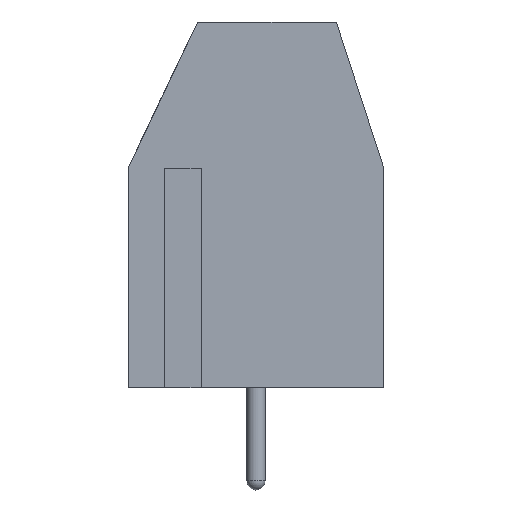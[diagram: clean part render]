
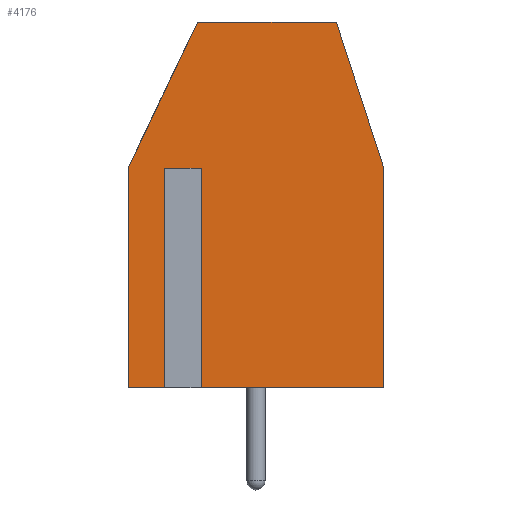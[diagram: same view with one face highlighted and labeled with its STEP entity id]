
A CAD part, left-side view. The second image highlights one B-rep face of the part: STEP entity #4176.
In plain terms, the highlighted planar face has unit normal (-1, 0, 0).
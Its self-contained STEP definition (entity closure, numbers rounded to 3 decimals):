
#330=FACE_OUTER_BOUND('',#582,.T.);
#582=EDGE_LOOP('',(#2948,#2949,#2950,#2951,#2952,#2953));
#811=LINE('',#6012,#1251);
#836=LINE('',#6059,#1276);
#888=LINE('',#6193,#1328);
#891=LINE('',#6198,#1331);
#894=LINE('',#6208,#1334);
#898=LINE('',#6225,#1338);
#1251=VECTOR('',#4814,10.);
#1276=VECTOR('',#4849,10.);
#1328=VECTOR('',#4983,10.);
#1331=VECTOR('',#4988,10.);
#1334=VECTOR('',#4999,10.);
#1338=VECTOR('',#5023,10.);
#1686=VERTEX_POINT('',#6009);
#1687=VERTEX_POINT('',#6011);
#1704=VERTEX_POINT('',#6057);
#1744=VERTEX_POINT('',#6190);
#1745=VERTEX_POINT('',#6192);
#1746=VERTEX_POINT('',#6197);
#2098=EDGE_CURVE('',#1686,#1687,#811,.T.);
#2123=EDGE_CURVE('',#1704,#1686,#836,.T.);
#2187=EDGE_CURVE('',#1744,#1745,#888,.T.);
#2190=EDGE_CURVE('',#1746,#1745,#891,.T.);
#2196=EDGE_CURVE('',#1746,#1704,#894,.T.);
#2203=EDGE_CURVE('',#1687,#1744,#898,.T.);
#2948=ORIENTED_EDGE('',*,*,#2187,.F.);
#2949=ORIENTED_EDGE('',*,*,#2203,.F.);
#2950=ORIENTED_EDGE('',*,*,#2098,.F.);
#2951=ORIENTED_EDGE('',*,*,#2123,.F.);
#2952=ORIENTED_EDGE('',*,*,#2196,.F.);
#2953=ORIENTED_EDGE('',*,*,#2190,.T.);
#3972=PLANE('',#4469);
#4176=ADVANCED_FACE('',(#330),#3972,.T.);
#4469=AXIS2_PLACEMENT_3D('',#6224,#5021,#5022);
#4814=DIRECTION('',(0.,1.,0.));
#4849=DIRECTION('',(0.,0.,-1.));
#4983=DIRECTION('',(0.,-0.429,0.903));
#4988=DIRECTION('',(0.,1.,0.));
#4999=DIRECTION('',(0.,-0.309,-0.951));
#5021=DIRECTION('center_axis',(-1.,0.,0.));
#5022=DIRECTION('ref_axis',(0.,0.,1.));
#5023=DIRECTION('',(0.,0.,1.));
#6009=CARTESIAN_POINT('',(0.,0.,0.));
#6011=CARTESIAN_POINT('',(0.,7.,0.));
#6012=CARTESIAN_POINT('',(0.,0.,0.));
#6057=CARTESIAN_POINT('',(0.,0.,6.));
#6059=CARTESIAN_POINT('',(0.,0.,10.));
#6190=CARTESIAN_POINT('',(0.,7.,6.));
#6192=CARTESIAN_POINT('',(0.,5.1,10.));
#6193=CARTESIAN_POINT('',(0.,5.881,8.356));
#6197=CARTESIAN_POINT('',(0.,1.3,10.));
#6198=CARTESIAN_POINT('',(0.,0.,10.));
#6208=CARTESIAN_POINT('',(0.,0.325,7.));
#6224=CARTESIAN_POINT('Origin',(0.,0.,6.));
#6225=CARTESIAN_POINT('',(0.,7.,10.));
